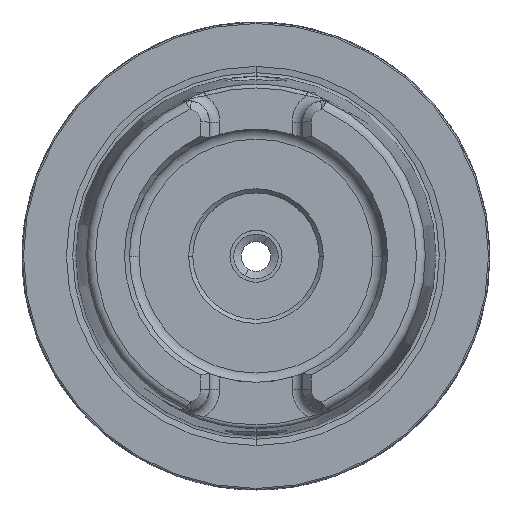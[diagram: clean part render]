
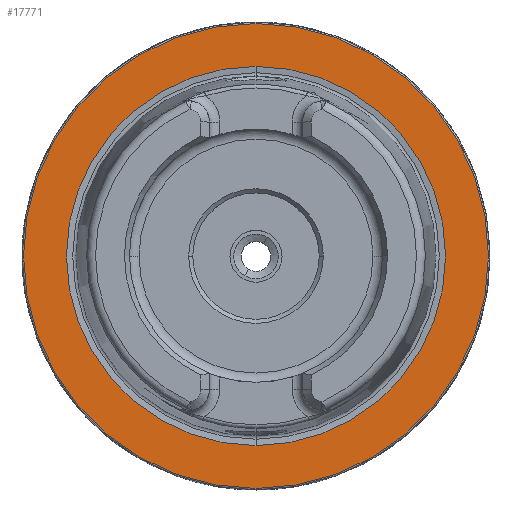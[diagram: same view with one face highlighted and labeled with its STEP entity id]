
A CAD part, top view. The second image highlights one B-rep face of the part: STEP entity #17771.
In plain terms, the highlighted planar face has unit normal (0, 0, 1).
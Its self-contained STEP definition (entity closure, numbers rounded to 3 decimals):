
#537 = DIRECTION ( 'NONE',  ( 0., -1., 0. ) ) ;
#1708 = VERTEX_POINT ( 'NONE', #22413 ) ;
#3321 = EDGE_CURVE ( 'NONE', #19193, #9735, #27805, .T. ) ;
#4720 = AXIS2_PLACEMENT_3D ( 'NONE', #5934, #21417, #8155 ) ;
#5135 = ORIENTED_EDGE ( 'NONE', *, *, #24197, .T. ) ;
#5934 = CARTESIAN_POINT ( 'NONE',  ( 0., 31.47, 0. ) ) ;
#6281 = FACE_OUTER_BOUND ( 'NONE', #25804, .T. ) ;
#6704 = AXIS2_PLACEMENT_3D ( 'NONE', #8642, #24142, #10845 ) ;
#6905 = CIRCLE ( 'NONE', #6704, 31.27 ) ;
#7156 = DIRECTION ( 'NONE',  ( 0., 0., -1. ) ) ;
#7267 = ORIENTED_EDGE ( 'NONE', *, *, #3321, .T. ) ;
#7299 = CARTESIAN_POINT ( 'NONE',  ( 0., 25.5, 0. ) ) ;
#7308 = CARTESIAN_POINT ( 'NONE',  ( 0., 0., 0. ) ) ;
#8155 = DIRECTION ( 'NONE',  ( 0., -1., 0. ) ) ;
#8642 = CARTESIAN_POINT ( 'NONE',  ( 0., 0., 0. ) ) ;
#9735 = VERTEX_POINT ( 'NONE', #12669 ) ;
#10542 = CARTESIAN_POINT ( 'NONE',  ( 0., 0., 0. ) ) ;
#10845 = DIRECTION ( 'NONE',  ( 0., -1., 0. ) ) ;
#11564 = CIRCLE ( 'NONE', #26204, 31.27 ) ;
#11651 = CIRCLE ( 'NONE', #19315, 25.5 ) ;
#12669 = CARTESIAN_POINT ( 'NONE',  ( 0., -25.5, 0. ) ) ;
#12762 = DIRECTION ( 'NONE',  ( 0., 1., 0. ) ) ;
#13639 = DIRECTION ( 'NONE',  ( 0., 0., 1. ) ) ;
#13936 = CARTESIAN_POINT ( 'NONE',  ( 0., 31.27, 0. ) ) ;
#14519 = AXIS2_PLACEMENT_3D ( 'NONE', #7308, #7156, #26447 ) ;
#17771 = ADVANCED_FACE ( 'NONE', ( #6281, #23236 ), #21317, .T. ) ;
#19193 = VERTEX_POINT ( 'NONE', #7299 ) ;
#19315 = AXIS2_PLACEMENT_3D ( 'NONE', #10542, #26127, #12762 ) ;
#20447 = VERTEX_POINT ( 'NONE', #13936 ) ;
#21317 = PLANE ( 'NONE',  #4720 ) ;
#21417 = DIRECTION ( 'NONE',  ( 0., 0., 1. ) ) ;
#21686 = ORIENTED_EDGE ( 'NONE', *, *, #22618, .T. ) ;
#22279 = ORIENTED_EDGE ( 'NONE', *, *, #24841, .T. ) ;
#22413 = CARTESIAN_POINT ( 'NONE',  ( 0., -31.27, 0. ) ) ;
#22618 = EDGE_CURVE ( 'NONE', #1708, #20447, #11564, .T. ) ;
#23236 = FACE_BOUND ( 'NONE', #24386, .T. ) ;
#24142 = DIRECTION ( 'NONE',  ( 0., 0., 1. ) ) ;
#24197 = EDGE_CURVE ( 'NONE', #20447, #1708, #6905, .T. ) ;
#24386 = EDGE_LOOP ( 'NONE', ( #22279, #7267 ) ) ;
#24841 = EDGE_CURVE ( 'NONE', #9735, #19193, #11651, .T. ) ;
#25804 = EDGE_LOOP ( 'NONE', ( #21686, #5135 ) ) ;
#26127 = DIRECTION ( 'NONE',  ( 0., 0., -1. ) ) ;
#26204 = AXIS2_PLACEMENT_3D ( 'NONE', #27020, #13639, #537 ) ;
#26447 = DIRECTION ( 'NONE',  ( 0., 1., 0. ) ) ;
#27020 = CARTESIAN_POINT ( 'NONE',  ( 0., 0., 0. ) ) ;
#27805 = CIRCLE ( 'NONE', #14519, 25.5 ) ;
